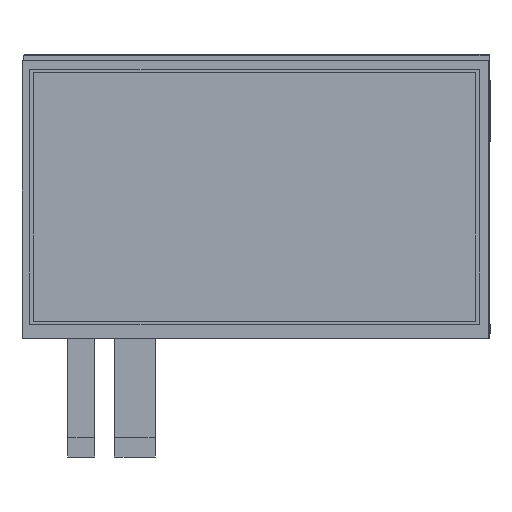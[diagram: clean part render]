
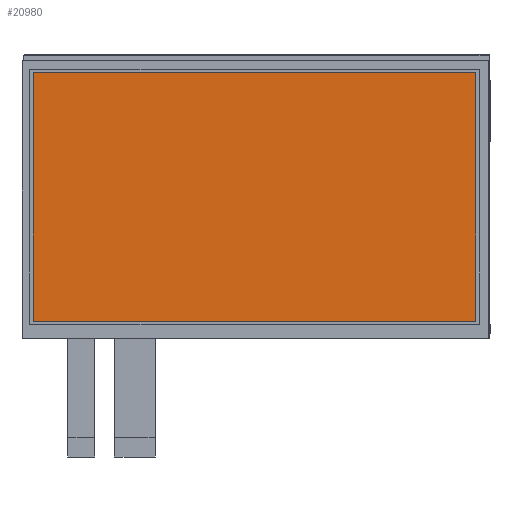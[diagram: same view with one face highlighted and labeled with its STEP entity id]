
A CAD part, top view. The second image highlights one B-rep face of the part: STEP entity #20980.
In plain terms, the highlighted planar face has unit normal (0, 0, 1).
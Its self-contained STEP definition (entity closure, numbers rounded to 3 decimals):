
#819=FACE_OUTER_BOUND('',#1915,.T.);
#1915=EDGE_LOOP('',(#15508,#15509,#15510,#15511));
#3695=LINE('',#30530,#6529);
#3699=LINE('',#30538,#6533);
#3702=LINE('',#30544,#6536);
#3705=LINE('',#30549,#6539);
#6529=VECTOR('',#24719,10.);
#6533=VECTOR('',#24725,10.);
#6536=VECTOR('',#24730,10.);
#6539=VECTOR('',#24735,10.);
#9062=VERTEX_POINT('',#30528);
#9063=VERTEX_POINT('',#30529);
#9066=VERTEX_POINT('',#30537);
#9068=VERTEX_POINT('',#30543);
#11415=EDGE_CURVE('',#9062,#9063,#3695,.T.);
#11419=EDGE_CURVE('',#9066,#9062,#3699,.T.);
#11422=EDGE_CURVE('',#9068,#9066,#3702,.T.);
#11425=EDGE_CURVE('',#9063,#9068,#3705,.T.);
#15508=ORIENTED_EDGE('',*,*,#11415,.T.);
#15509=ORIENTED_EDGE('',*,*,#11425,.T.);
#15510=ORIENTED_EDGE('',*,*,#11422,.T.);
#15511=ORIENTED_EDGE('',*,*,#11419,.T.);
#20009=PLANE('',#22108);
#20980=ADVANCED_FACE('',(#819),#20009,.T.);
#22108=AXIS2_PLACEMENT_3D('',#30593,#24777,#24778);
#24719=DIRECTION('',(1.,0.,0.));
#24725=DIRECTION('',(0.,-1.,0.));
#24730=DIRECTION('',(-1.,0.,0.));
#24735=DIRECTION('',(0.,1.,0.));
#24777=DIRECTION('center_axis',(0.,0.,1.));
#24778=DIRECTION('ref_axis',(1.,0.,0.));
#30528=CARTESIAN_POINT('',(-111.36,-62.64,0.));
#30529=CARTESIAN_POINT('',(111.36,-62.64,0.));
#30530=CARTESIAN_POINT('',(-55.545,-62.64,0.));
#30537=CARTESIAN_POINT('',(-111.36,62.64,0.));
#30538=CARTESIAN_POINT('',(-111.36,30.655,0.));
#30543=CARTESIAN_POINT('',(111.36,62.64,0.));
#30544=CARTESIAN_POINT('',(55.815,62.64,0.));
#30549=CARTESIAN_POINT('',(111.36,-31.985,0.));
#30593=CARTESIAN_POINT('Origin',(0.27,-1.33,0.));
